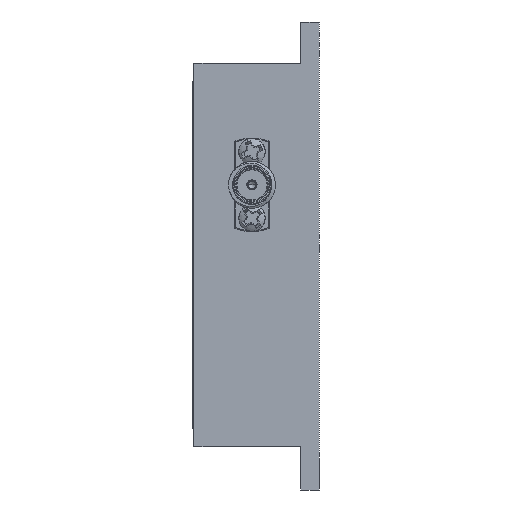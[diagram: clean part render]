
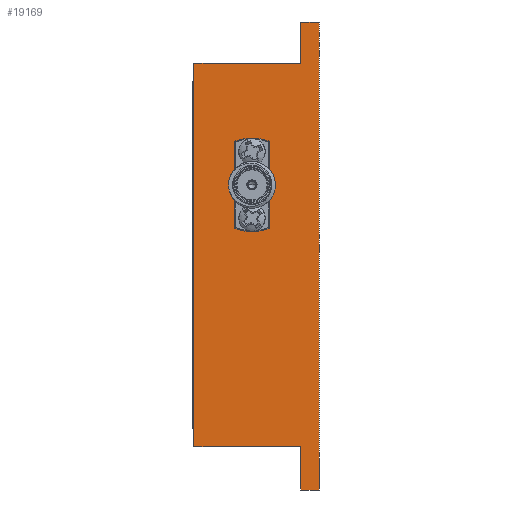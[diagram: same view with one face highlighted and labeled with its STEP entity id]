
A CAD part, left-side view. The second image highlights one B-rep face of the part: STEP entity #19169.
In plain terms, the highlighted planar face has unit normal (-1, 0, 0).
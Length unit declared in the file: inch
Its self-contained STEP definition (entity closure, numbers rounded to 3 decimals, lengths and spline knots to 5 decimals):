
#409 = CARTESIAN_POINT ( 'NONE',  ( 0., 0.1, -2.5 ) ) ;
#602 = DIRECTION ( 'NONE',  ( 0., 1., 0. ) ) ;
#3045 = DIRECTION ( 'NONE',  ( 0., 0., 1. ) ) ;
#3706 = VECTOR ( 'NONE', #3045, 39.37008 ) ;
#3753 = VERTEX_POINT ( 'NONE', #9230 ) ;
#4258 = EDGE_CURVE ( 'NONE', #23711, #9822, #21501, .T. ) ;
#4620 = ORIENTED_EDGE ( 'NONE', *, *, #33139, .F. ) ;
#4843 = VERTEX_POINT ( 'NONE', #13355 ) ;
#6006 = VERTEX_POINT ( 'NONE', #22464 ) ;
#6948 = DIRECTION ( 'NONE',  ( 0., 0., 1. ) ) ;
#7226 = CARTESIAN_POINT ( 'NONE',  ( 0., 0., 0. ) ) ;
#8620 = CARTESIAN_POINT ( 'NONE',  ( 0., 0.67, -2.27 ) ) ;
#8635 = ORIENTED_EDGE ( 'NONE', *, *, #19327, .T. ) ;
#9230 = CARTESIAN_POINT ( 'NONE',  ( 0., 0.67, -0.22 ) ) ;
#9822 = VERTEX_POINT ( 'NONE', #34786 ) ;
#11372 = VERTEX_POINT ( 'NONE', #37946 ) ;
#11483 = VERTEX_POINT ( 'NONE', #8620 ) ;
#11576 = LINE ( 'NONE', #18166, #3706 ) ;
#11932 = EDGE_CURVE ( 'NONE', #4843, #11372, #11576, .T. ) ;
#12825 = ORIENTED_EDGE ( 'NONE', *, *, #11932, .F. ) ;
#13355 = CARTESIAN_POINT ( 'NONE',  ( 0., 0.1, -0.22 ) ) ;
#13801 = EDGE_CURVE ( 'NONE', #4843, #3753, #18095, .T. ) ;
#14498 = CARTESIAN_POINT ( 'NONE',  ( 0., 0.1, -0.22 ) ) ;
#14906 = AXIS2_PLACEMENT_3D ( 'NONE', #21180, #30597, #17804 ) ;
#15345 = CARTESIAN_POINT ( 'NONE',  ( 0., 0.67, -2.5 ) ) ;
#15416 = PLANE ( 'NONE',  #14906 ) ;
#15437 = VECTOR ( 'NONE', #25194, 39.37008 ) ;
#16504 = CARTESIAN_POINT ( 'NONE',  ( 0., 0.67, 0. ) ) ;
#16529 = VERTEX_POINT ( 'NONE', #26843 ) ;
#17804 = DIRECTION ( 'NONE',  ( 0., 0., -1. ) ) ;
#18095 = LINE ( 'NONE', #14498, #24898 ) ;
#18166 = CARTESIAN_POINT ( 'NONE',  ( 0., 0.1, 0. ) ) ;
#18640 = LINE ( 'NONE', #37551, #15437 ) ;
#18714 = LINE ( 'NONE', #27877, #21676 ) ;
#19169 = ADVANCED_FACE ( 'NONE', ( #30389 ), #15416, .F. ) ;
#19327 = EDGE_CURVE ( 'NONE', #9822, #6006, #27765, .T. ) ;
#21180 = CARTESIAN_POINT ( 'NONE',  ( 0., 0.67, 0. ) ) ;
#21501 = LINE ( 'NONE', #15345, #34285 ) ;
#21676 = VECTOR ( 'NONE', #602, 39.37008 ) ;
#22464 = CARTESIAN_POINT ( 'NONE',  ( 0., 0., 0. ) ) ;
#22800 = EDGE_CURVE ( 'NONE', #23711, #16529, #25828, .T. ) ;
#22844 = CARTESIAN_POINT ( 'NONE',  ( 0., 0.1, 0. ) ) ;
#23711 = VERTEX_POINT ( 'NONE', #409 ) ;
#24898 = VECTOR ( 'NONE', #32462, 39.37008 ) ;
#25194 = DIRECTION ( 'NONE',  ( 0., 0., 1. ) ) ;
#25828 = LINE ( 'NONE', #22844, #29156 ) ;
#26843 = CARTESIAN_POINT ( 'NONE',  ( 0., 0.1, -2.27 ) ) ;
#27081 = EDGE_CURVE ( 'NONE', #11372, #6006, #31880, .T. ) ;
#27091 = DIRECTION ( 'NONE',  ( 0., -1., 0. ) ) ;
#27172 = EDGE_LOOP ( 'NONE', ( #35284, #29512, #31326, #8635, #35763, #12825, #30932, #4620 ) ) ;
#27765 = LINE ( 'NONE', #7226, #30781 ) ;
#27877 = CARTESIAN_POINT ( 'NONE',  ( 0., 0.1, -2.27 ) ) ;
#27962 = EDGE_CURVE ( 'NONE', #16529, #11483, #18714, .T. ) ;
#28890 = DIRECTION ( 'NONE',  ( 0., -1., 0. ) ) ;
#29156 = VECTOR ( 'NONE', #6948, 39.37008 ) ;
#29512 = ORIENTED_EDGE ( 'NONE', *, *, #22800, .F. ) ;
#30389 = FACE_OUTER_BOUND ( 'NONE', #27172, .T. ) ;
#30597 = DIRECTION ( 'NONE',  ( 1., 0., 0. ) ) ;
#30781 = VECTOR ( 'NONE', #36736, 39.37008 ) ;
#30932 = ORIENTED_EDGE ( 'NONE', *, *, #13801, .T. ) ;
#31326 = ORIENTED_EDGE ( 'NONE', *, *, #4258, .T. ) ;
#31880 = LINE ( 'NONE', #16504, #36277 ) ;
#32462 = DIRECTION ( 'NONE',  ( 0., 1., 0. ) ) ;
#33139 = EDGE_CURVE ( 'NONE', #11483, #3753, #18640, .T. ) ;
#34285 = VECTOR ( 'NONE', #27091, 39.37008 ) ;
#34786 = CARTESIAN_POINT ( 'NONE',  ( 0., 0., -2.5 ) ) ;
#35284 = ORIENTED_EDGE ( 'NONE', *, *, #27962, .F. ) ;
#35763 = ORIENTED_EDGE ( 'NONE', *, *, #27081, .F. ) ;
#36277 = VECTOR ( 'NONE', #28890, 39.37008 ) ;
#36736 = DIRECTION ( 'NONE',  ( 0., 0., 1. ) ) ;
#37551 = CARTESIAN_POINT ( 'NONE',  ( 0., 0.67, 0. ) ) ;
#37946 = CARTESIAN_POINT ( 'NONE',  ( 0., 0.1, 0. ) ) ;
